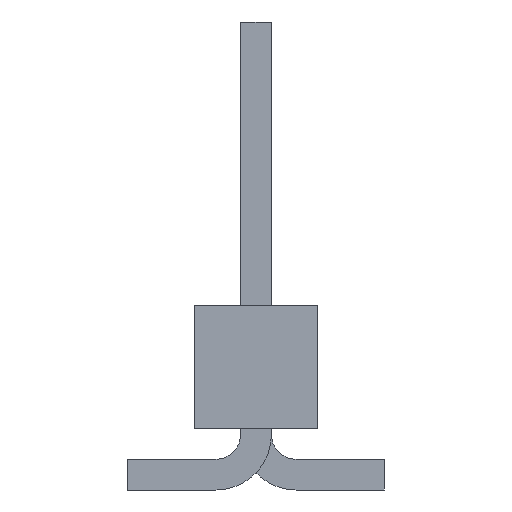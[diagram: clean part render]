
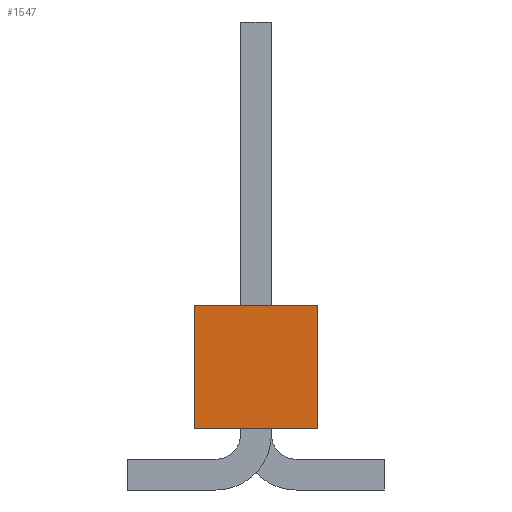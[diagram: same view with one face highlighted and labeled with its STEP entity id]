
A CAD part, left-side view. The second image highlights one B-rep face of the part: STEP entity #1547.
In plain terms, the highlighted face is planar.
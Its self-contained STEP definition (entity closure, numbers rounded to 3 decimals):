
#380 = VERTEX_POINT('',#381);
#381 = CARTESIAN_POINT('',(6.35,1.27,1.27));
#387 = EDGE_CURVE('',#380,#388,#390,.T.);
#388 = VERTEX_POINT('',#389);
#389 = CARTESIAN_POINT('',(6.35,1.27,-1.27));
#390 = LINE('',#391,#392);
#391 = CARTESIAN_POINT('',(6.35,1.27,1.27));
#392 = VECTOR('',#393,1.);
#393 = DIRECTION('',(0.,0.,-1.));
#806 = VERTEX_POINT('',#807);
#807 = CARTESIAN_POINT('',(6.35,-1.27,-1.27));
#813 = EDGE_CURVE('',#814,#806,#816,.T.);
#814 = VERTEX_POINT('',#815);
#815 = CARTESIAN_POINT('',(6.35,-1.27,1.27));
#816 = LINE('',#817,#818);
#817 = CARTESIAN_POINT('',(6.35,-1.27,1.27));
#818 = VECTOR('',#819,1.);
#819 = DIRECTION('',(0.,0.,-1.));
#1074 = EDGE_CURVE('',#388,#806,#1075,.T.);
#1075 = LINE('',#1076,#1077);
#1076 = CARTESIAN_POINT('',(6.35,1.27,-1.27));
#1077 = VECTOR('',#1078,1.);
#1078 = DIRECTION('',(0.,-1.,0.));
#1096 = EDGE_CURVE('',#380,#814,#1097,.T.);
#1097 = LINE('',#1098,#1099);
#1098 = CARTESIAN_POINT('',(6.35,1.27,1.27));
#1099 = VECTOR('',#1100,1.);
#1100 = DIRECTION('',(0.,-1.,0.));
#1547 = ADVANCED_FACE('',(#1548),#1554,.F.);
#1548 = FACE_BOUND('',#1549,.T.);
#1549 = EDGE_LOOP('',(#1550,#1551,#1552,#1553));
#1550 = ORIENTED_EDGE('',*,*,#813,.T.);
#1551 = ORIENTED_EDGE('',*,*,#1074,.F.);
#1552 = ORIENTED_EDGE('',*,*,#387,.F.);
#1553 = ORIENTED_EDGE('',*,*,#1096,.T.);
#1554 = PLANE('',#1555);
#1555 = AXIS2_PLACEMENT_3D('',#1556,#1557,#1558);
#1556 = CARTESIAN_POINT('',(6.35,1.27,1.27));
#1557 = DIRECTION('',(-1.,0.,0.));
#1558 = DIRECTION('',(0.,0.,1.));
